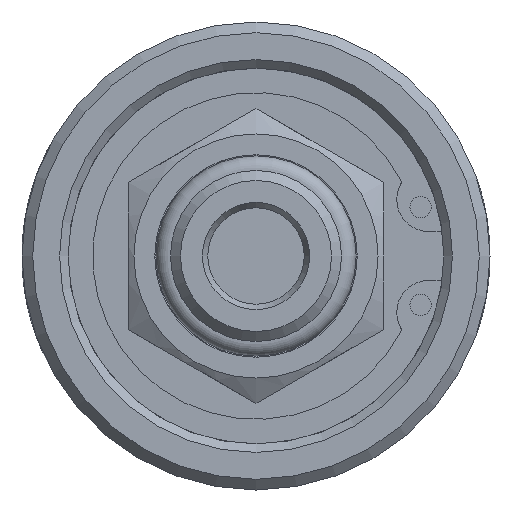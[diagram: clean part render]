
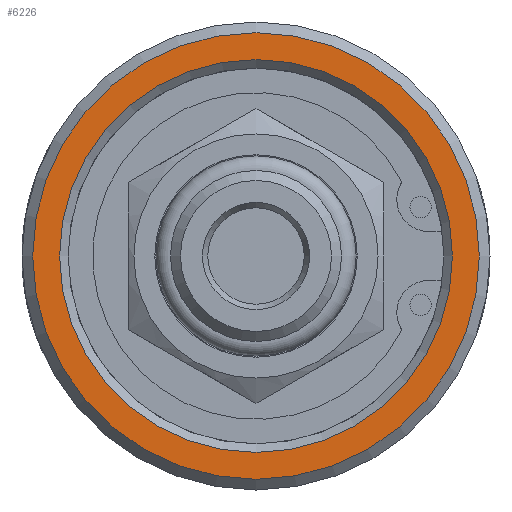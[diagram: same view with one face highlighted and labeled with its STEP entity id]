
A CAD part, left-side view. The second image highlights one B-rep face of the part: STEP entity #6226.
In plain terms, the highlighted planar face has unit normal (-1, 0, 0).
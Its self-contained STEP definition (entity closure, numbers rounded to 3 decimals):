
#1350=FACE_BOUND('',#1921,.T.);
#1403=PLANE('',#6683);
#1549=FACE_OUTER_BOUND('',#1920,.T.);
#1920=EDGE_LOOP('',(#4372));
#1921=EDGE_LOOP('',(#4373));
#2344=CIRCLE('',#6682,18.34);
#2345=CIRCLE('',#6684,20.85);
#2614=VERTEX_POINT('',#8763);
#2615=VERTEX_POINT('',#8767);
#3303=EDGE_CURVE('',#2614,#2614,#2344,.T.);
#3304=EDGE_CURVE('',#2615,#2615,#2345,.T.);
#4372=ORIENTED_EDGE('',*,*,#3304,.F.);
#4373=ORIENTED_EDGE('',*,*,#3303,.F.);
#6226=ADVANCED_FACE('',(#1549,#1350),#1403,.T.);
#6682=AXIS2_PLACEMENT_3D('',#8765,#7340,#7341);
#6683=AXIS2_PLACEMENT_3D('',#8766,#7342,#7343);
#6684=AXIS2_PLACEMENT_3D('',#8768,#7344,#7345);
#7340=DIRECTION('center_axis',(-1.,0.,0.));
#7341=DIRECTION('ref_axis',(0.,-1.,0.));
#7342=DIRECTION('center_axis',(-1.,0.,0.));
#7343=DIRECTION('ref_axis',(0.,0.,1.));
#7344=DIRECTION('center_axis',(1.,0.,0.));
#7345=DIRECTION('ref_axis',(0.,-1.,0.));
#8763=CARTESIAN_POINT('',(0.,18.34,0.));
#8765=CARTESIAN_POINT('Origin',(0.,0.,0.));
#8766=CARTESIAN_POINT('Origin',(0.,10.925,0.));
#8767=CARTESIAN_POINT('',(0.,20.85,0.));
#8768=CARTESIAN_POINT('Origin',(0.,0.,0.));
